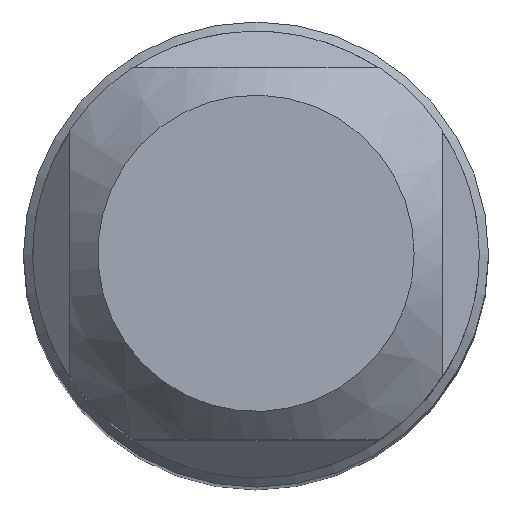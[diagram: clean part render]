
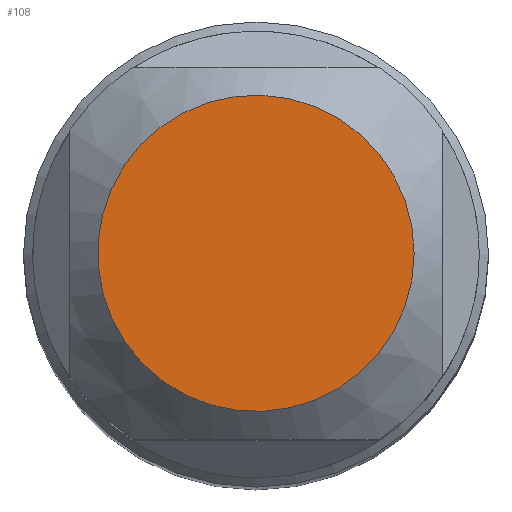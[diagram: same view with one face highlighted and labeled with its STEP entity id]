
A CAD part, top view. The second image highlights one B-rep face of the part: STEP entity #108.
In plain terms, the highlighted planar face has unit normal (0, 0, 1).
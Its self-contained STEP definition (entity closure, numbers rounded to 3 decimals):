
#42=PLANE('',#431);
#54=FACE_OUTER_BOUND('',#174,.T.);
#108=ADVANCED_FACE('',(#54),#42,.F.);
#174=EDGE_LOOP('',(#234));
#234=ORIENTED_EDGE('',*,*,#302,.T.);
#272=VERTEX_POINT('',#597);
#302=EDGE_CURVE('',#272,#272,#340,.T.);
#340=CIRCLE('',#406,1.7);
#406=AXIS2_PLACEMENT_3D('',#596,#461,#462);
#431=AXIS2_PLACEMENT_3D('',#678,#519,#520);
#461=DIRECTION('',(0.,0.,1.));
#462=DIRECTION('',(1.,0.,0.));
#519=DIRECTION('',(0.,0.,-1.));
#520=DIRECTION('',(-1.,0.,0.));
#596=CARTESIAN_POINT('',(0.,0.,0.));
#597=CARTESIAN_POINT('',(1.7,0.,0.));
#678=CARTESIAN_POINT('',(2.7,0.,0.));
